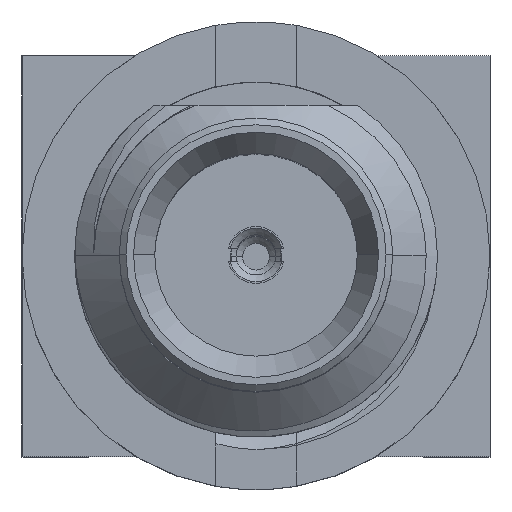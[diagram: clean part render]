
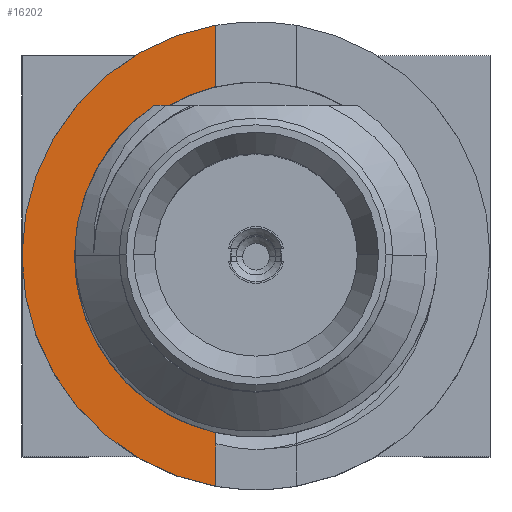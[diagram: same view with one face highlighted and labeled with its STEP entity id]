
A CAD part, top view. The second image highlights one B-rep face of the part: STEP entity #16202.
In plain terms, the highlighted planar face has unit normal (0, 0, 1).
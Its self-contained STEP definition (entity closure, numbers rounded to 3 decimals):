
#94 = DIRECTION ( 'NONE',  ( 1., 0., 0. ) ) ;
#223 = CIRCLE ( 'NONE', #2308, 2.6 ) ;
#623 = DIRECTION ( 'NONE',  ( 1., 0., 0. ) ) ;
#1709 = DIRECTION ( 'NONE',  ( 0., 1., 0. ) ) ;
#2308 = AXIS2_PLACEMENT_3D ( 'NONE', #14178, #13033, #10261 ) ;
#2444 = VERTEX_POINT ( 'NONE', #14018 ) ;
#2552 = CARTESIAN_POINT ( 'NONE',  ( 0., 0., 9.48 ) ) ;
#2571 = EDGE_LOOP ( 'NONE', ( #8303, #8539, #15295, #10145, #9111 ) ) ;
#2734 = CARTESIAN_POINT ( 'NONE',  ( 0., 0., 9.48 ) ) ;
#3179 = CARTESIAN_POINT ( 'NONE',  ( 0., 0., 9.48 ) ) ;
#3342 = CARTESIAN_POINT ( 'NONE',  ( -0.6, 0., 9.48 ) ) ;
#3904 = CARTESIAN_POINT ( 'NONE',  ( -0.6, 3.448, 9.48 ) ) ;
#4491 = LINE ( 'NONE', #3342, #6275 ) ;
#4831 = EDGE_CURVE ( 'NONE', #8140, #7658, #7787, .T. ) ;
#5261 = VERTEX_POINT ( 'NONE', #8499 ) ;
#5640 = DIRECTION ( 'NONE',  ( 0., 1., 0. ) ) ;
#6275 = VECTOR ( 'NONE', #5640, 1000. ) ;
#6559 = CARTESIAN_POINT ( 'NONE',  ( -0.6, 0., 9.48 ) ) ;
#7384 = EDGE_CURVE ( 'NONE', #5261, #2444, #223, .T. ) ;
#7658 = VERTEX_POINT ( 'NONE', #13762 ) ;
#7787 = CIRCLE ( 'NONE', #13294, 3.5 ) ;
#8140 = VERTEX_POINT ( 'NONE', #12124 ) ;
#8182 = PLANE ( 'NONE',  #10262 ) ;
#8259 = FACE_OUTER_BOUND ( 'NONE', #2571, .T. ) ;
#8303 = ORIENTED_EDGE ( 'NONE', *, *, #4831, .F. ) ;
#8499 = CARTESIAN_POINT ( 'NONE',  ( -0.6, -2.53, 9.48 ) ) ;
#8539 = ORIENTED_EDGE ( 'NONE', *, *, #11163, .T. ) ;
#9111 = ORIENTED_EDGE ( 'NONE', *, *, #13156, .F. ) ;
#10145 = ORIENTED_EDGE ( 'NONE', *, *, #13544, .T. ) ;
#10261 = DIRECTION ( 'NONE',  ( 1., 0., 0. ) ) ;
#10262 = AXIS2_PLACEMENT_3D ( 'NONE', #3179, #13188, #623 ) ;
#10498 = VECTOR ( 'NONE', #1709, 1000. ) ;
#10613 = DIRECTION ( 'NONE',  ( 1., 0., 0. ) ) ;
#11109 = DIRECTION ( 'NONE',  ( 0., 0., -1. ) ) ;
#11163 = EDGE_CURVE ( 'NONE', #8140, #5261, #4491, .T. ) ;
#11302 = CIRCLE ( 'NONE', #13637, 3.5 ) ;
#12124 = CARTESIAN_POINT ( 'NONE',  ( -0.6, -3.448, 9.48 ) ) ;
#13033 = DIRECTION ( 'NONE',  ( 0., 0., -1. ) ) ;
#13156 = EDGE_CURVE ( 'NONE', #7658, #14502, #11302, .T. ) ;
#13188 = DIRECTION ( 'NONE',  ( 0., 0., -1. ) ) ;
#13294 = AXIS2_PLACEMENT_3D ( 'NONE', #2734, #13729, #10613 ) ;
#13544 = EDGE_CURVE ( 'NONE', #2444, #14502, #14191, .T. ) ;
#13637 = AXIS2_PLACEMENT_3D ( 'NONE', #2552, #11109, #94 ) ;
#13729 = DIRECTION ( 'NONE',  ( 0., 0., -1. ) ) ;
#13762 = CARTESIAN_POINT ( 'NONE',  ( -3.5, 0., 9.48 ) ) ;
#14018 = CARTESIAN_POINT ( 'NONE',  ( -0.6, 2.53, 9.48 ) ) ;
#14178 = CARTESIAN_POINT ( 'NONE',  ( 0., 0., 9.48 ) ) ;
#14191 = LINE ( 'NONE', #6559, #10498 ) ;
#14502 = VERTEX_POINT ( 'NONE', #3904 ) ;
#15295 = ORIENTED_EDGE ( 'NONE', *, *, #7384, .T. ) ;
#16202 = ADVANCED_FACE ( 'NONE', ( #8259 ), #8182, .F. ) ;
